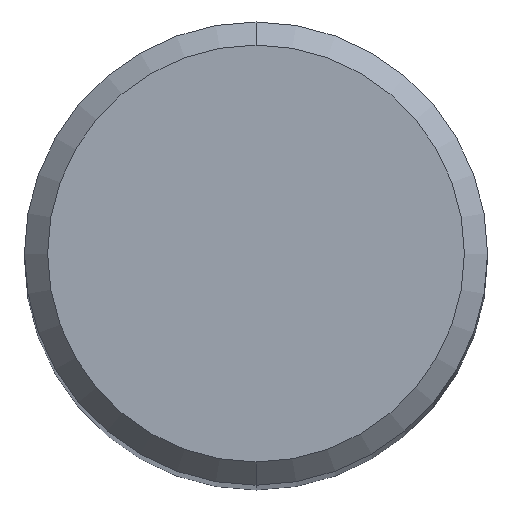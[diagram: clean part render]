
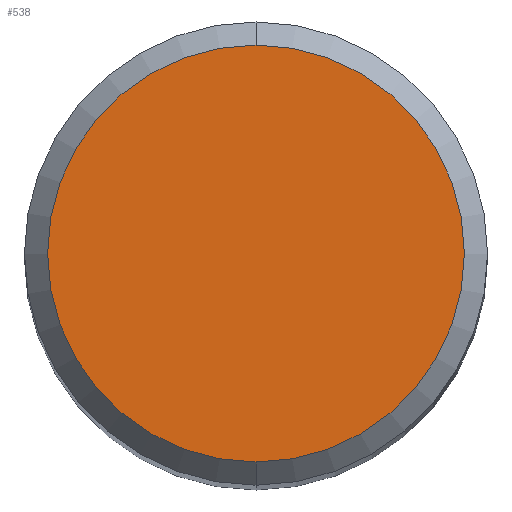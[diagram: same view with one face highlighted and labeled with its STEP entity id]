
A CAD part, top view. The second image highlights one B-rep face of the part: STEP entity #538.
In plain terms, the highlighted planar face has unit normal (0, 0, 1).
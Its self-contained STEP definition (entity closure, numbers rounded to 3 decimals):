
#366=VERTEX_POINT('',#1004);
#450=EDGE_CURVE('',#710,#366,#1094,.T.);
#538=ADVANCED_FACE('',(#1191),#1192,.T.);
#710=VERTEX_POINT('',#1379);
#866=EDGE_CURVE('',#366,#710,#1549,.T.);
#1004=CARTESIAN_POINT('',(0.0,4.5,0.0));
#1094=CIRCLE('',#4734,4.5);
#1191=FACE_OUTER_BOUND('',#5500,.T.);
#1192=PLANE('',#5501);
#1379=CARTESIAN_POINT('',(0.,-4.5,0.0));
#1549=CIRCLE('',#12088,4.5);
#4734=AXIS2_PLACEMENT_3D('',#14119,#14120,#14121);
#5500=EDGE_LOOP('',(#14234,#14235));
#5501=AXIS2_PLACEMENT_3D('',#14236,#14237,#14238);
#12088=AXIS2_PLACEMENT_3D('',#14587,#14588,#14589);
#14119=CARTESIAN_POINT('',(0.0,0.0,0.0));
#14120=DIRECTION('',(0.0,0.0,-1.0));
#14121=DIRECTION('',(0.0,1.0,0.0));
#14234=ORIENTED_EDGE('',*,*,#866,.F.);
#14235=ORIENTED_EDGE('',*,*,#450,.F.);
#14236=CARTESIAN_POINT('',(0.0,2.25,0.0));
#14237=DIRECTION('',(-0.0,0.0,1.0));
#14238=DIRECTION('',(0.0,-1.0,0.0));
#14587=CARTESIAN_POINT('',(0.0,0.0,0.0));
#14588=DIRECTION('',(0.0,0.0,-1.0));
#14589=DIRECTION('',(0.0,1.0,0.0));
